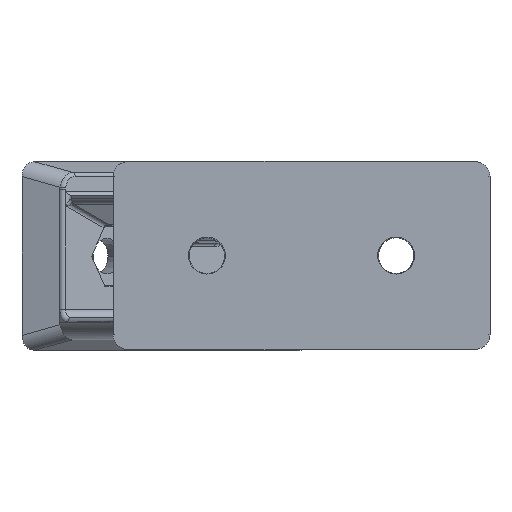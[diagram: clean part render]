
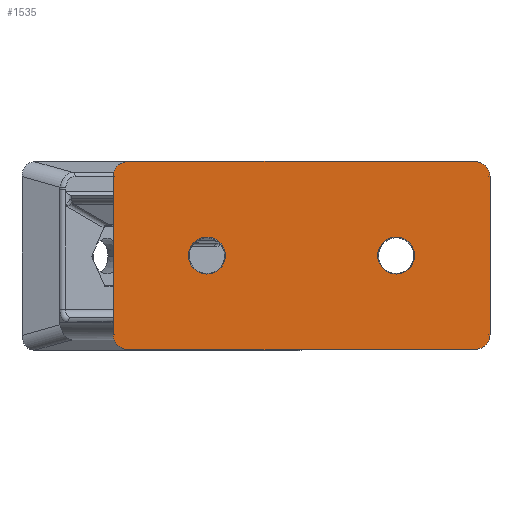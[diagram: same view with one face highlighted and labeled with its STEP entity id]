
A CAD part, top view. The second image highlights one B-rep face of the part: STEP entity #1535.
In plain terms, the highlighted planar face has unit normal (0, 0, 1).
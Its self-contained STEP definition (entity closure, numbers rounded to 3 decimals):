
#1535=ADVANCED_FACE('NONE',(#3184,#3185,#3186),#3187,.T.);
#3184=FACE_OUTER_BOUND('',#5859,.T.);
#3185=FACE_BOUND('',#5860,.T.);
#3186=FACE_BOUND('',#5861,.T.);
#3187=PLANE('',#5862);
#5859=EDGE_LOOP('',(#10801,#10802,#10803,#10804,#10805,#10806,#10807,#10808));
#5860=EDGE_LOOP('',(#10809,#10810));
#5861=EDGE_LOOP('',(#10811,#10812));
#5862=AXIS2_PLACEMENT_3D('',#10813,#10814,#10815);
#10801=ORIENTED_EDGE('',*,*,#13459,.F.);
#10802=ORIENTED_EDGE('',*,*,#13460,.T.);
#10803=ORIENTED_EDGE('',*,*,#13461,.F.);
#10804=ORIENTED_EDGE('',*,*,#13462,.T.);
#10805=ORIENTED_EDGE('',*,*,#13463,.F.);
#10806=ORIENTED_EDGE('',*,*,#13464,.T.);
#10807=ORIENTED_EDGE('',*,*,#13465,.F.);
#10808=ORIENTED_EDGE('',*,*,#13466,.T.);
#10809=ORIENTED_EDGE('',*,*,#13457,.T.);
#10810=ORIENTED_EDGE('',*,*,#13334,.T.);
#10811=ORIENTED_EDGE('',*,*,#13439,.T.);
#10812=ORIENTED_EDGE('',*,*,#13339,.T.);
#10813=CARTESIAN_POINT('',(-45.5,-23.0,50.0));
#10814=DIRECTION('',(0.0,0.0,1.0));
#10815=DIRECTION('',(1.0,0.0,0.0));
#13334=EDGE_CURVE('NONE',#15868,#15865,#15869,.T.);
#13339=EDGE_CURVE('NONE',#15877,#15874,#15878,.T.);
#13439=EDGE_CURVE('NONE',#15874,#15877,#16049,.T.);
#13457=EDGE_CURVE('NONE',#15865,#15868,#16075,.T.);
#13459=EDGE_CURVE('NONE',#16077,#16078,#16079,.T.);
#13460=EDGE_CURVE('NONE',#16077,#16080,#16081,.T.);
#13461=EDGE_CURVE('NONE',#16082,#16080,#16083,.T.);
#13462=EDGE_CURVE('NONE',#16082,#16084,#16085,.T.);
#13463=EDGE_CURVE('NONE',#16086,#16084,#16087,.T.);
#13464=EDGE_CURVE('NONE',#16086,#16088,#16089,.T.);
#13465=EDGE_CURVE('NONE',#16090,#16088,#16091,.T.);
#13466=EDGE_CURVE('NONE',#16090,#16078,#16092,.T.);
#15865=VERTEX_POINT('NONE',#20034);
#15868=VERTEX_POINT('',#20038);
#15869=CIRCLE('',#20039,4.4);
#15874=VERTEX_POINT('NONE',#20045);
#15877=VERTEX_POINT('',#20049);
#15878=CIRCLE('',#20050,4.4);
#16049=CIRCLE('',#20500,4.4);
#16075=CIRCLE('',#20584,4.4);
#16077=VERTEX_POINT('NONE',#20586);
#16078=VERTEX_POINT('NONE',#20587);
#16079=LINE('',#20588,#20589);
#16080=VERTEX_POINT('NONE',#20590);
#16081=(B_SPLINE_CURVE(3,(#20592,#20593,#20594,#20595),.UNSPECIFIED.,.F.,.F.)B_SPLINE_CURVE_WITH_KNOTS((4,4),(2.119,3.531),.UNSPECIFIED.)RATIONAL_B_SPLINE_CURVE((1.0,0.841,0.841,1.0))BOUNDED_CURVE()REPRESENTATION_ITEM('')GEOMETRIC_REPRESENTATION_ITEM()CURVE());
#16082=VERTEX_POINT('NONE',#20602);
#16083=LINE('',#20603,#20604);
#16084=VERTEX_POINT('NONE',#20605);
#16085=(B_SPLINE_CURVE(3,(#20607,#20608,#20609,#20610),.UNSPECIFIED.,.F.,.F.)B_SPLINE_CURVE_WITH_KNOTS((4,4),(5.894,7.306),.UNSPECIFIED.)RATIONAL_B_SPLINE_CURVE((1.0,0.841,0.841,1.0))BOUNDED_CURVE()REPRESENTATION_ITEM('')GEOMETRIC_REPRESENTATION_ITEM()CURVE());
#16086=VERTEX_POINT('NONE',#20617);
#16087=LINE('',#20618,#20619);
#16088=VERTEX_POINT('NONE',#20620);
#16089=(B_SPLINE_CURVE(3,(#20622,#20623,#20624,#20625),.UNSPECIFIED.,.F.,.F.)B_SPLINE_CURVE_WITH_KNOTS((4,4),(2.119,3.531),.UNSPECIFIED.)RATIONAL_B_SPLINE_CURVE((1.0,0.841,0.841,1.0))BOUNDED_CURVE()REPRESENTATION_ITEM('')GEOMETRIC_REPRESENTATION_ITEM()CURVE());
#16090=VERTEX_POINT('NONE',#20632);
#16091=LINE('',#20633,#20634);
#16092=(B_SPLINE_CURVE(3,(#20636,#20637,#20638,#20639),.UNSPECIFIED.,.F.,.F.)B_SPLINE_CURVE_WITH_KNOTS((4,4),(5.894,7.306),.UNSPECIFIED.)RATIONAL_B_SPLINE_CURVE((1.0,0.841,0.841,1.0))BOUNDED_CURVE()REPRESENTATION_ITEM('')GEOMETRIC_REPRESENTATION_ITEM()CURVE());
#20034=CARTESIAN_POINT('',(-26.9,0.0,50.0));
#20038=CARTESIAN_POINT('',(-18.1,0.,50.0));
#20039=AXIS2_PLACEMENT_3D('',#23710,#23711,#23712);
#20045=CARTESIAN_POINT('',(26.9,0.0,50.0));
#20049=CARTESIAN_POINT('',(18.1,0.,50.0));
#20050=AXIS2_PLACEMENT_3D('',#23718,#23719,#23720);
#20500=AXIS2_PLACEMENT_3D('',#23814,#23815,#23816);
#20584=AXIS2_PLACEMENT_3D('',#23832,#23833,#23834);
#20586=CARTESIAN_POINT('',(-40.829,22.4,50.0));
#20587=CARTESIAN_POINT('',(40.829,22.4,50.0));
#20588=CARTESIAN_POINT('',(-45.5,22.4,50.0));
#20589=VECTOR('',#23835,1000.0);
#20590=CARTESIAN_POINT('',(-44.8,18.872,50.0));
#20592=CARTESIAN_POINT('',(-40.829,22.4,50.0));
#20593=CARTESIAN_POINT('',(-43.225,22.4,50.0));
#20594=CARTESIAN_POINT('',(-44.8,21.001,50.0));
#20595=CARTESIAN_POINT('',(-44.8,18.872,50.0));
#20602=CARTESIAN_POINT('',(-44.8,-18.872,50.0));
#20603=CARTESIAN_POINT('',(-44.8,-23.0,50.0));
#20604=VECTOR('',#23836,1000.0);
#20605=CARTESIAN_POINT('',(-40.829,-22.4,50.0));
#20607=CARTESIAN_POINT('',(-44.8,-18.872,50.0));
#20608=CARTESIAN_POINT('',(-44.8,-21.001,50.0));
#20609=CARTESIAN_POINT('',(-43.225,-22.4,50.0));
#20610=CARTESIAN_POINT('',(-40.829,-22.4,50.0));
#20617=CARTESIAN_POINT('',(40.829,-22.4,50.0));
#20618=CARTESIAN_POINT('',(-45.5,-22.4,50.0));
#20619=VECTOR('',#23837,1000.0);
#20620=CARTESIAN_POINT('',(44.8,-18.872,50.0));
#20622=CARTESIAN_POINT('',(40.829,-22.4,50.0));
#20623=CARTESIAN_POINT('',(43.225,-22.4,50.0));
#20624=CARTESIAN_POINT('',(44.8,-21.001,50.0));
#20625=CARTESIAN_POINT('',(44.8,-18.872,50.0));
#20632=CARTESIAN_POINT('',(44.8,18.872,50.0));
#20633=CARTESIAN_POINT('',(44.8,-23.0,50.0));
#20634=VECTOR('',#23838,1000.0);
#20636=CARTESIAN_POINT('',(44.8,18.872,50.0));
#20637=CARTESIAN_POINT('',(44.8,21.001,50.0));
#20638=CARTESIAN_POINT('',(43.225,22.4,50.0));
#20639=CARTESIAN_POINT('',(40.829,22.4,50.0));
#23710=CARTESIAN_POINT('',(-22.5,0.0,50.0));
#23711=DIRECTION('',(0.0,0.0,-1.0));
#23712=DIRECTION('',(-1.0,0.0,0.0));
#23718=CARTESIAN_POINT('',(22.5,0.0,50.0));
#23719=DIRECTION('',(0.0,0.0,-1.0));
#23720=DIRECTION('',(1.0,0.0,0.0));
#23814=CARTESIAN_POINT('',(22.5,0.0,50.0));
#23815=DIRECTION('',(0.0,0.0,-1.0));
#23816=DIRECTION('',(1.0,0.0,0.0));
#23832=CARTESIAN_POINT('',(-22.5,0.0,50.0));
#23833=DIRECTION('',(0.0,0.0,-1.0));
#23834=DIRECTION('',(-1.0,0.0,0.0));
#23835=DIRECTION('',(1.0,0.0,0.0));
#23836=DIRECTION('',(0.0,1.0,0.0));
#23837=DIRECTION('',(-1.0,0.0,0.0));
#23838=DIRECTION('',(0.0,-1.0,0.0));
